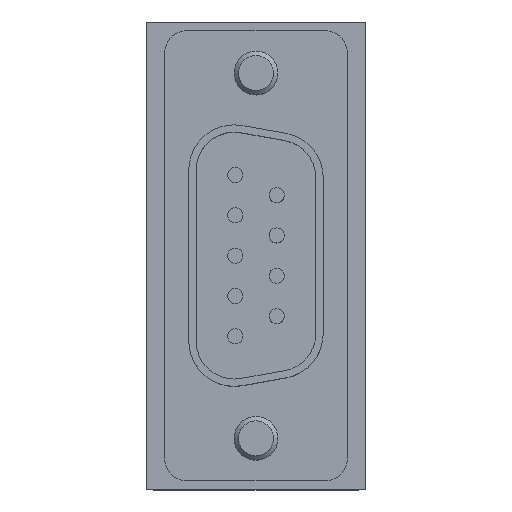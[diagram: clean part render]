
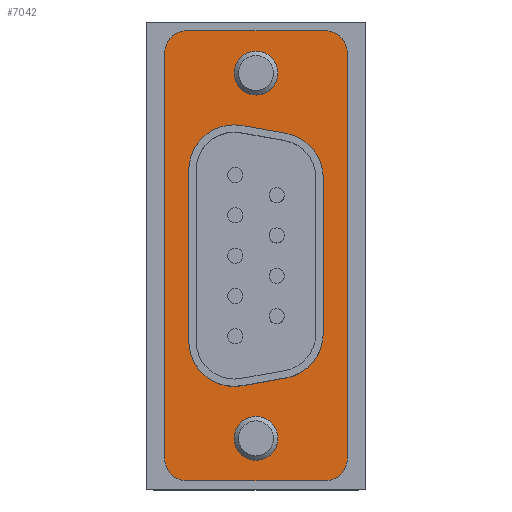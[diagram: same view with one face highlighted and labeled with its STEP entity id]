
A CAD part, top view. The second image highlights one B-rep face of the part: STEP entity #7042.
In plain terms, the highlighted face is planar.
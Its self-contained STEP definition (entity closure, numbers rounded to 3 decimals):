
#212=PLANE('',#7365);
#303=CIRCLE('',#7354,1.5);
#304=CIRCLE('',#7357,1.5);
#305=CIRCLE('',#7360,1.5);
#306=CIRCLE('',#7363,1.5);
#307=CIRCLE('',#7366,1.5);
#308=CIRCLE('',#7367,1.5);
#309=CIRCLE('',#7368,3.1);
#310=CIRCLE('',#7369,3.1);
#311=CIRCLE('',#7370,3.1);
#312=CIRCLE('',#7371,3.1);
#1480=ORIENTED_EDGE('',*,*,#2336,.F.);
#1481=ORIENTED_EDGE('',*,*,#2337,.F.);
#1482=ORIENTED_EDGE('',*,*,#2338,.T.);
#1483=ORIENTED_EDGE('',*,*,#2339,.T.);
#1484=ORIENTED_EDGE('',*,*,#2340,.T.);
#1485=ORIENTED_EDGE('',*,*,#2341,.T.);
#1486=ORIENTED_EDGE('',*,*,#2342,.T.);
#1487=ORIENTED_EDGE('',*,*,#2343,.T.);
#1488=ORIENTED_EDGE('',*,*,#2344,.T.);
#1489=ORIENTED_EDGE('',*,*,#2345,.T.);
#1490=ORIENTED_EDGE('',*,*,#2322,.F.);
#1491=ORIENTED_EDGE('',*,*,#2335,.F.);
#1492=ORIENTED_EDGE('',*,*,#2334,.F.);
#1493=ORIENTED_EDGE('',*,*,#2332,.F.);
#1494=ORIENTED_EDGE('',*,*,#2330,.F.);
#1495=ORIENTED_EDGE('',*,*,#2328,.F.);
#1496=ORIENTED_EDGE('',*,*,#2326,.F.);
#1497=ORIENTED_EDGE('',*,*,#2324,.F.);
#2322=EDGE_CURVE('',#2837,#2836,#303,.T.);
#2324=EDGE_CURVE('',#2836,#2838,#3466,.T.);
#2326=EDGE_CURVE('',#2838,#2839,#304,.T.);
#2328=EDGE_CURVE('',#2839,#2840,#3469,.T.);
#2330=EDGE_CURVE('',#2840,#2841,#305,.T.);
#2332=EDGE_CURVE('',#2841,#2842,#3472,.T.);
#2334=EDGE_CURVE('',#2842,#2843,#306,.T.);
#2335=EDGE_CURVE('',#2843,#2837,#3474,.T.);
#2336=EDGE_CURVE('',#2844,#2844,#307,.F.);
#2337=EDGE_CURVE('',#2845,#2845,#308,.F.);
#2338=EDGE_CURVE('',#2846,#2847,#309,.T.);
#2339=EDGE_CURVE('',#2847,#2848,#3475,.T.);
#2340=EDGE_CURVE('',#2848,#2849,#310,.T.);
#2341=EDGE_CURVE('',#2849,#2850,#3476,.T.);
#2342=EDGE_CURVE('',#2850,#2851,#311,.T.);
#2343=EDGE_CURVE('',#2851,#2852,#3477,.T.);
#2344=EDGE_CURVE('',#2852,#2853,#312,.T.);
#2345=EDGE_CURVE('',#2853,#2846,#3478,.T.);
#2836=VERTEX_POINT('',#10042);
#2837=VERTEX_POINT('',#10044);
#2838=VERTEX_POINT('',#10048);
#2839=VERTEX_POINT('',#10052);
#2840=VERTEX_POINT('',#10056);
#2841=VERTEX_POINT('',#10060);
#2842=VERTEX_POINT('',#10064);
#2843=VERTEX_POINT('',#10068);
#2844=VERTEX_POINT('',#10074);
#2845=VERTEX_POINT('',#10076);
#2846=VERTEX_POINT('',#10078);
#2847=VERTEX_POINT('',#10079);
#2848=VERTEX_POINT('',#10081);
#2849=VERTEX_POINT('',#10083);
#2850=VERTEX_POINT('',#10085);
#2851=VERTEX_POINT('',#10087);
#2852=VERTEX_POINT('',#10089);
#2853=VERTEX_POINT('',#10091);
#3466=LINE('',#10049,#4044);
#3469=LINE('',#10057,#4047);
#3472=LINE('',#10065,#4050);
#3474=LINE('',#10071,#4052);
#3475=LINE('',#10080,#4053);
#3476=LINE('',#10084,#4054);
#3477=LINE('',#10088,#4055);
#3478=LINE('',#10092,#4056);
#4044=VECTOR('',#8481,1000.);
#4047=VECTOR('',#8490,1000.);
#4050=VECTOR('',#8499,1000.);
#4052=VECTOR('',#8507,1000.);
#4053=VECTOR('',#8516,1000.);
#4054=VECTOR('',#8519,1000.);
#4055=VECTOR('',#8522,1000.);
#4056=VECTOR('',#8525,1000.);
#4295=EDGE_LOOP('',(#1480));
#4296=EDGE_LOOP('',(#1481));
#4297=EDGE_LOOP('',(#1482,#1483,#1484,#1485,#1486,#1487,#1488,#1489));
#4298=EDGE_LOOP('',(#1490,#1491,#1492,#1493,#1494,#1495,#1496,#1497));
#4651=FACE_BOUND('',#4295,.T.);
#4652=FACE_BOUND('',#4296,.T.);
#4653=FACE_BOUND('',#4297,.T.);
#4654=FACE_BOUND('',#4298,.T.);
#7042=ADVANCED_FACE('',(#4651,#4652,#4653,#4654),#212,.F.);
#7354=AXIS2_PLACEMENT_3D('',#10045,#8476,#8477);
#7357=AXIS2_PLACEMENT_3D('',#10053,#8485,#8486);
#7360=AXIS2_PLACEMENT_3D('',#10061,#8494,#8495);
#7363=AXIS2_PLACEMENT_3D('',#10069,#8503,#8504);
#7365=AXIS2_PLACEMENT_3D('',#10072,#8508,#8509);
#7366=AXIS2_PLACEMENT_3D('',#10073,#8510,#8511);
#7367=AXIS2_PLACEMENT_3D('',#10075,#8512,#8513);
#7368=AXIS2_PLACEMENT_3D('',#10077,#8514,#8515);
#7369=AXIS2_PLACEMENT_3D('',#10082,#8517,#8518);
#7370=AXIS2_PLACEMENT_3D('',#10086,#8520,#8521);
#7371=AXIS2_PLACEMENT_3D('',#10090,#8523,#8524);
#8476=DIRECTION('',(1.,0.,0.));
#8477=DIRECTION('',(0.,0.,-1.));
#8481=DIRECTION('',(0.,-1.,0.));
#8485=DIRECTION('',(1.,0.,0.));
#8486=DIRECTION('',(0.,0.,-1.));
#8490=DIRECTION('',(0.,0.,-1.));
#8494=DIRECTION('',(1.,0.,0.));
#8495=DIRECTION('',(0.,0.,-1.));
#8499=DIRECTION('',(0.,1.,0.));
#8503=DIRECTION('',(1.,0.,0.));
#8504=DIRECTION('',(0.,0.,-1.));
#8507=DIRECTION('',(0.,0.,1.));
#8508=DIRECTION('',(1.,0.,0.));
#8509=DIRECTION('',(0.,0.,-1.));
#8510=DIRECTION('',(1.,0.,0.));
#8511=DIRECTION('',(0.,0.,-1.));
#8512=DIRECTION('',(1.,0.,0.));
#8513=DIRECTION('',(0.,0.,-1.));
#8514=DIRECTION('',(1.,0.,0.));
#8515=DIRECTION('',(0.,0.,-1.));
#8516=DIRECTION('',(0.,-1.,0.));
#8517=DIRECTION('',(1.,0.,0.));
#8518=DIRECTION('',(0.,0.,-1.));
#8519=DIRECTION('',(0.,-0.174,-0.985));
#8520=DIRECTION('',(1.,0.,0.));
#8521=DIRECTION('',(0.,0.,-1.));
#8522=DIRECTION('',(0.,1.,0.));
#8523=DIRECTION('',(1.,0.,0.));
#8524=DIRECTION('',(0.,0.,-1.));
#8525=DIRECTION('',(0.,-0.174,0.985));
#10042=CARTESIAN_POINT('',(-0.9,13.9,6.25));
#10044=CARTESIAN_POINT('',(-0.9,15.4,4.75));
#10045=CARTESIAN_POINT('',(-0.9,13.9,4.75));
#10048=CARTESIAN_POINT('',(-0.9,-13.9,6.25));
#10049=CARTESIAN_POINT('',(-0.9,13.9,6.25));
#10052=CARTESIAN_POINT('',(-0.9,-15.4,4.75));
#10053=CARTESIAN_POINT('',(-0.9,-13.9,4.75));
#10056=CARTESIAN_POINT('',(-0.9,-15.4,-4.75));
#10057=CARTESIAN_POINT('',(-0.9,-15.4,4.75));
#10060=CARTESIAN_POINT('',(-0.9,-13.9,-6.25));
#10061=CARTESIAN_POINT('',(-0.9,-13.9,-4.75));
#10064=CARTESIAN_POINT('',(-0.9,13.9,-6.25));
#10065=CARTESIAN_POINT('',(-0.9,-13.9,-6.25));
#10068=CARTESIAN_POINT('',(-0.9,15.4,-4.75));
#10069=CARTESIAN_POINT('',(-0.9,13.9,-4.75));
#10071=CARTESIAN_POINT('',(-0.9,15.4,-4.75));
#10072=CARTESIAN_POINT('',(-0.9,13.9,4.75));
#10073=CARTESIAN_POINT('',(-0.9,-12.5,0.));
#10074=CARTESIAN_POINT('',(-0.9,-12.5,-1.5));
#10075=CARTESIAN_POINT('',(-0.9,12.5,0.));
#10076=CARTESIAN_POINT('',(-0.9,12.5,-1.5));
#10077=CARTESIAN_POINT('',(-0.9,5.32,1.5));
#10078=CARTESIAN_POINT('',(-0.9,8.373,2.039));
#10079=CARTESIAN_POINT('',(-0.9,5.32,4.6));
#10080=CARTESIAN_POINT('',(-0.9,13.9,4.6));
#10081=CARTESIAN_POINT('',(-0.9,-5.32,4.6));
#10082=CARTESIAN_POINT('',(-0.9,-5.32,1.5));
#10083=CARTESIAN_POINT('',(-0.9,-8.373,2.039));
#10084=CARTESIAN_POINT('',(-0.9,-7.234,8.484));
#10085=CARTESIAN_POINT('',(-0.9,-8.903,-0.961));
#10086=CARTESIAN_POINT('',(-0.9,-5.85,-1.5));
#10087=CARTESIAN_POINT('',(-0.9,-5.85,-4.6));
#10088=CARTESIAN_POINT('',(-0.9,13.9,-4.6));
#10089=CARTESIAN_POINT('',(-0.9,5.85,-4.6));
#10090=CARTESIAN_POINT('',(-0.9,5.85,-1.5));
#10091=CARTESIAN_POINT('',(-0.9,8.903,-0.961));
#10092=CARTESIAN_POINT('',(-0.9,8.076,3.721));
